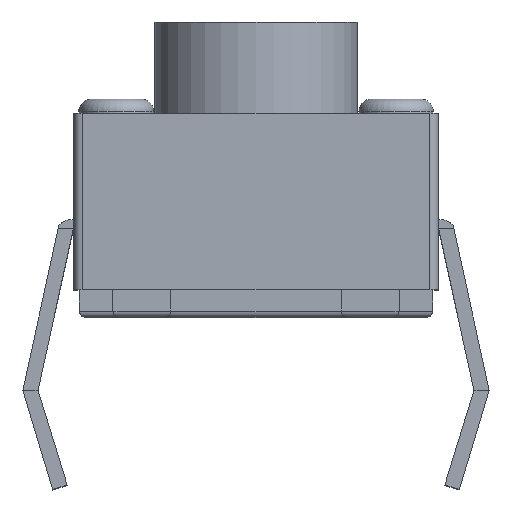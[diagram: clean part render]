
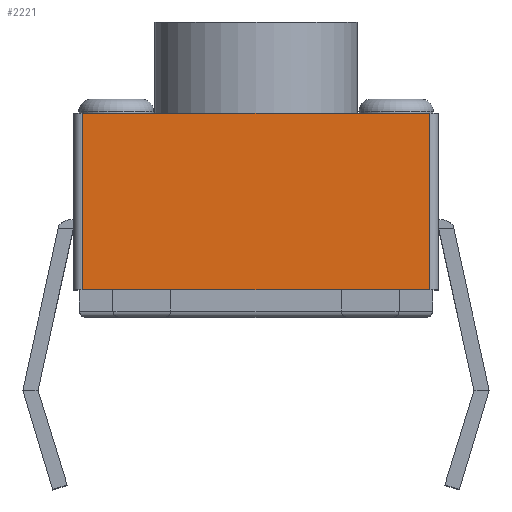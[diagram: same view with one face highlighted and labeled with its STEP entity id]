
A CAD part, top view. The second image highlights one B-rep face of the part: STEP entity #2221.
In plain terms, the highlighted planar face has unit normal (0, 0, 1).
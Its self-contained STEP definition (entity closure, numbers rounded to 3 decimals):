
#207=FACE_OUTER_BOUND('',#346,.T.);
#346=EDGE_LOOP('',(#1677,#1678,#1679,#1680));
#498=LINE('',#3300,#737);
#544=LINE('',#3458,#783);
#545=LINE('',#3460,#784);
#546=LINE('',#3461,#785);
#737=VECTOR('',#2672,10.);
#783=VECTOR('',#2836,10.);
#784=VECTOR('',#2837,10.);
#785=VECTOR('',#2838,10.);
#957=VERTEX_POINT('',#3297);
#958=VERTEX_POINT('',#3299);
#1011=VERTEX_POINT('',#3457);
#1012=VERTEX_POINT('',#3459);
#1177=EDGE_CURVE('',#958,#957,#498,.T.);
#1253=EDGE_CURVE('',#1011,#957,#544,.T.);
#1254=EDGE_CURVE('',#1012,#1011,#545,.T.);
#1255=EDGE_CURVE('',#958,#1012,#546,.T.);
#1677=ORIENTED_EDGE('',*,*,#1177,.T.);
#1678=ORIENTED_EDGE('',*,*,#1253,.F.);
#1679=ORIENTED_EDGE('',*,*,#1254,.F.);
#1680=ORIENTED_EDGE('',*,*,#1255,.F.);
#2052=PLANE('',#2416);
#2221=ADVANCED_FACE('',(#207),#2052,.T.);
#2416=AXIS2_PLACEMENT_3D('',#3456,#2834,#2835);
#2672=DIRECTION('',(0.,-1.,0.));
#2834=DIRECTION('center_axis',(0.,0.,1.));
#2835=DIRECTION('ref_axis',(-1.,0.,0.));
#2836=DIRECTION('',(-1.,0.,0.));
#2837=DIRECTION('',(0.,-1.,0.));
#2838=DIRECTION('',(1.,0.,0.));
#3297=CARTESIAN_POINT('',(-2.85,0.,3.));
#3299=CARTESIAN_POINT('',(-2.85,2.9,3.));
#3300=CARTESIAN_POINT('',(-2.85,2.9,3.));
#3456=CARTESIAN_POINT('Origin',(2.85,2.9,3.));
#3457=CARTESIAN_POINT('',(2.85,0.,3.));
#3458=CARTESIAN_POINT('',(-2.85,0.,3.));
#3459=CARTESIAN_POINT('',(2.85,2.9,3.));
#3460=CARTESIAN_POINT('',(2.85,2.9,3.));
#3461=CARTESIAN_POINT('',(1.425,2.9,3.));
